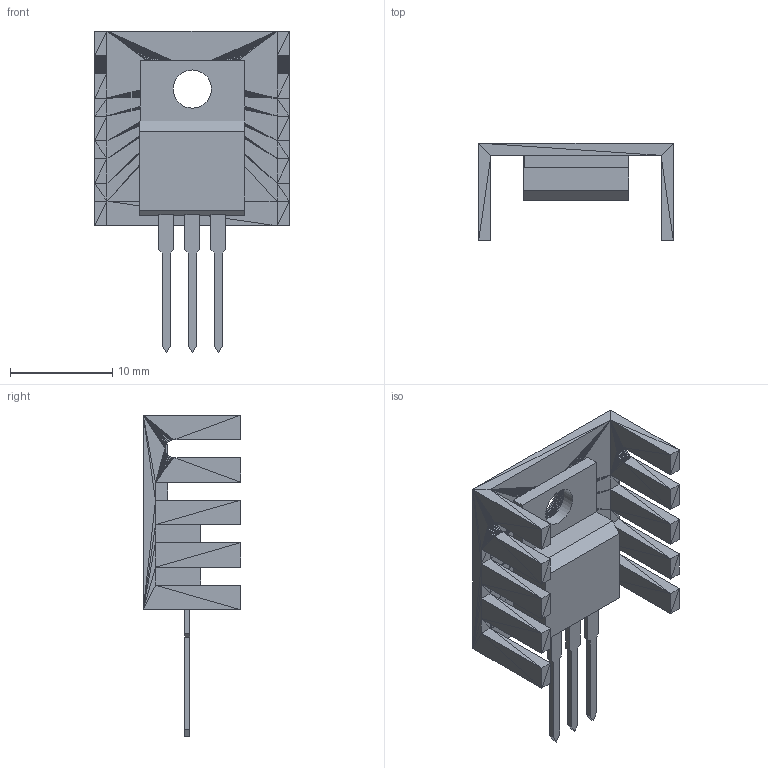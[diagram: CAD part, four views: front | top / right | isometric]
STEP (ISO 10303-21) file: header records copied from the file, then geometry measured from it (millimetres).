
FILE_DESCRIPTION(('FreeCAD Model'),'2;1');
FILE_NAME('Fusion.step', '2020-03-08T19:47:42',('kicad StepUp'),('ksu MCAD'), 'Open CASCADE STEP processor 7.3','FreeCAD','Unknown');
FILE_SCHEMA(('CONFIG_CONTROL_DESIGN','SHAPE_APPEARANCE_LAYER_MIM'));
Length unit declared in the file: millimetre
Products named in the file (1): Fusion
Bounding box: 19 x 9.52 x 31.41 mm (x, y, z)
Volume: 1142 mm3; surface area: 1720.2 mm2
Topology: 1 solids, 1 shells, 752 faces, 1372 edges, 622 vertices
Faces by surface type: plane 751, cylinder 1
Full cylindrical faces by diameter (mm): 3.735 x1
Entity records: 22186 total; most frequent: DIRECTION 2880, CARTESIAN_POINT 2747, ORIENTED_EDGE 2744, EDGE_CURVE 1372, LINE 1370, VECTOR 1370, AXIS2_PLACEMENT_3D 755, FACE_BOUND 754
